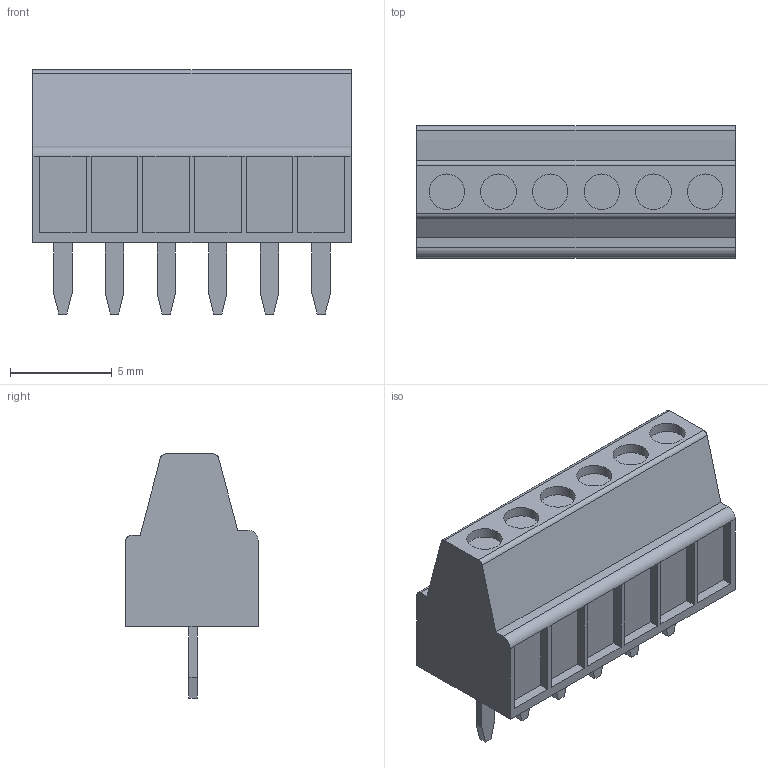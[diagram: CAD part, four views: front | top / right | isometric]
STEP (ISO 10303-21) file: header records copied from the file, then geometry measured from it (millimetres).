
FILE_DESCRIPTION(/* description */ ('STEP AP214'),/* implementation_level */ '2;1');
FILE_NAME(/* name */ '605240ef959be911b80f069b',/* time_stamp */ '2021-03-17T17:48:32+00:00',/* author */ (''),/* organization */ (''),/* preprocessor_version */ 'ST-DEVELOPER v18.1',/* originating_system */ ' ',/* authorisation */ ' ');
FILE_SCHEMA (('AUTOMOTIVE_DESIGN {1 0 10303 214 3 1 1}'));
Length unit declared in the file: metre
Products named in the file (1): OSTV06A150
Bounding box: 15.64 x 6.5 x 12 mm (x, y, z)
Volume: 672.1 mm3; surface area: 627.1 mm2
Topology: 1 solids, 1 shells, 98 faces, 240 edges, 156 vertices
Faces by surface type: plane 88, cylinder 10
Full cylindrical faces by diameter (mm): 1.75 x6
Entity records: 3208 total; most frequent: CARTESIAN_POINT 489, ORIENTED_EDGE 468, DIRECTION 452, EDGE_CURVE 234, LINE 214, VECTOR 214, VERTEX_POINT 156, AXIS2_PLACEMENT_3D 119
